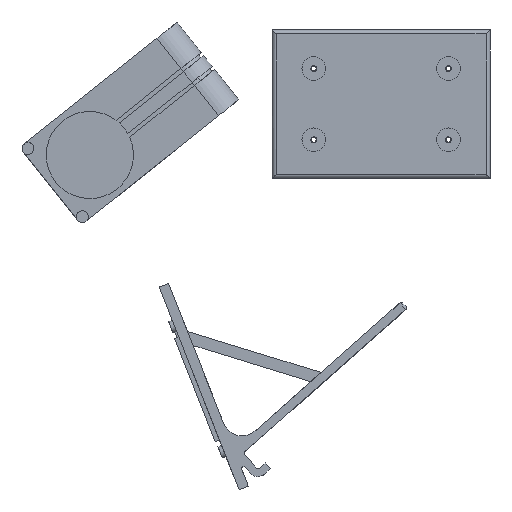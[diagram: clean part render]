
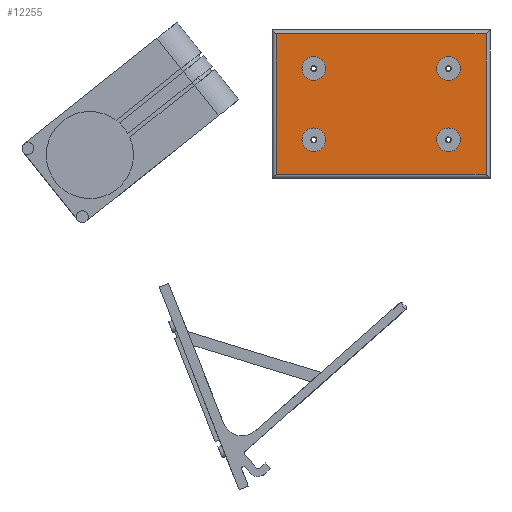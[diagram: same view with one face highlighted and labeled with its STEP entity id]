
A CAD part, front view. The second image highlights one B-rep face of the part: STEP entity #12255.
In plain terms, the highlighted planar face has unit normal (0, -1, 0).
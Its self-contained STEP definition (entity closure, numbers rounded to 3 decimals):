
#371 = VERTEX_POINT ( 'NONE', #12001 ) ;
#478 = VERTEX_POINT ( 'NONE', #22173 ) ;
#619 = ORIENTED_EDGE ( 'NONE', *, *, #8077, .T. ) ;
#1639 = VERTEX_POINT ( 'NONE', #27508 ) ;
#2113 = ORIENTED_EDGE ( 'NONE', *, *, #25589, .F. ) ;
#2498 = AXIS2_PLACEMENT_3D ( 'NONE', #3415, #28994, #5840 ) ;
#2556 = VERTEX_POINT ( 'NONE', #16247 ) ;
#2709 = EDGE_CURVE ( 'NONE', #1639, #14946, #5804, .T. ) ;
#3378 = AXIS2_PLACEMENT_3D ( 'NONE', #14558, #28554, #7682 ) ;
#3415 = CARTESIAN_POINT ( 'NONE',  ( -34., 0., 18. ) ) ;
#3442 = FACE_BOUND ( 'NONE', #26436, .T. ) ;
#3557 = AXIS2_PLACEMENT_3D ( 'NONE', #22922, #24906, #20335 ) ;
#3951 = ORIENTED_EDGE ( 'NONE', *, *, #28908, .F. ) ;
#4065 = EDGE_LOOP ( 'NONE', ( #3951, #24014 ) ) ;
#4403 = DIRECTION ( 'NONE',  ( 0., -1., 0. ) ) ;
#4405 = VECTOR ( 'NONE', #27589, 1000. ) ;
#4532 = CARTESIAN_POINT ( 'NONE',  ( 34., 0., 24. ) ) ;
#5572 = CIRCLE ( 'NONE', #15321, 6. ) ;
#5723 = FACE_BOUND ( 'NONE', #29702, .T. ) ;
#5804 = CIRCLE ( 'NONE', #3378, 6. ) ;
#5840 = DIRECTION ( 'NONE',  ( 0., 0., -1. ) ) ;
#6060 = VERTEX_POINT ( 'NONE', #16335 ) ;
#6541 = EDGE_CURVE ( 'NONE', #14946, #1639, #16600, .T. ) ;
#6556 = CARTESIAN_POINT ( 'NONE',  ( 53., 0., 0. ) ) ;
#6762 = CARTESIAN_POINT ( 'NONE',  ( -34., 0., 24. ) ) ;
#7640 = EDGE_LOOP ( 'NONE', ( #619, #27779, #19973, #19098 ) ) ;
#7682 = DIRECTION ( 'NONE',  ( 0., 0., -1. ) ) ;
#7828 = AXIS2_PLACEMENT_3D ( 'NONE', #13411, #15245, #12956 ) ;
#7997 = FACE_OUTER_BOUND ( 'NONE', #7640, .T. ) ;
#8008 = ORIENTED_EDGE ( 'NONE', *, *, #22349, .F. ) ;
#8077 = EDGE_CURVE ( 'NONE', #371, #11333, #18011, .T. ) ;
#8942 = CARTESIAN_POINT ( 'NONE',  ( -34., 0., -18. ) ) ;
#9705 = DIRECTION ( 'NONE',  ( 0., 0., -1. ) ) ;
#9883 = CIRCLE ( 'NONE', #15244, 6. ) ;
#10160 = CARTESIAN_POINT ( 'NONE',  ( 34., 0., -12. ) ) ;
#10508 = AXIS2_PLACEMENT_3D ( 'NONE', #12497, #4403, #24971 ) ;
#11289 = ORIENTED_EDGE ( 'NONE', *, *, #6541, .F. ) ;
#11333 = VERTEX_POINT ( 'NONE', #23640 ) ;
#12001 = CARTESIAN_POINT ( 'NONE',  ( 53., 0., 35.5 ) ) ;
#12002 = CARTESIAN_POINT ( 'NONE',  ( 34., 0., -24. ) ) ;
#12149 = LINE ( 'NONE', #27982, #18096 ) ;
#12255 = ADVANCED_FACE ( 'NONE', ( #7997, #3442, #17310, #5723, #15022 ), #26723, .F. ) ;
#12497 = CARTESIAN_POINT ( 'NONE',  ( 34., 0., -18. ) ) ;
#12956 = DIRECTION ( 'NONE',  ( 0., 0., -1. ) ) ;
#13411 = CARTESIAN_POINT ( 'NONE',  ( 34., 0., -18. ) ) ;
#13578 = CARTESIAN_POINT ( 'NONE',  ( 0., 0., 35.5 ) ) ;
#14286 = VERTEX_POINT ( 'NONE', #10160 ) ;
#14558 = CARTESIAN_POINT ( 'NONE',  ( -34., 0., 18. ) ) ;
#14946 = VERTEX_POINT ( 'NONE', #6762 ) ;
#15022 = FACE_BOUND ( 'NONE', #4065, .T. ) ;
#15244 = AXIS2_PLACEMENT_3D ( 'NONE', #8942, #23102, #20666 ) ;
#15245 = DIRECTION ( 'NONE',  ( 0., -1., 0. ) ) ;
#15321 = AXIS2_PLACEMENT_3D ( 'NONE', #28860, #26580, #19876 ) ;
#15798 = VERTEX_POINT ( 'NONE', #21509 ) ;
#16247 = CARTESIAN_POINT ( 'NONE',  ( -53., 0., -35.5 ) ) ;
#16335 = CARTESIAN_POINT ( 'NONE',  ( 34., 0., 12. ) ) ;
#16496 = DIRECTION ( 'NONE',  ( 0., -1., 0. ) ) ;
#16600 = CIRCLE ( 'NONE', #2498, 6. ) ;
#16681 = AXIS2_PLACEMENT_3D ( 'NONE', #28065, #16496, #28205 ) ;
#16792 = EDGE_LOOP ( 'NONE', ( #27822, #8008 ) ) ;
#17083 = AXIS2_PLACEMENT_3D ( 'NONE', #18107, #22519, #24955 ) ;
#17085 = CIRCLE ( 'NONE', #7828, 6. ) ;
#17310 = FACE_BOUND ( 'NONE', #16792, .T. ) ;
#17446 = EDGE_CURVE ( 'NONE', #23585, #6060, #5572, .T. ) ;
#17505 = LINE ( 'NONE', #26784, #20203 ) ;
#17847 = LINE ( 'NONE', #6556, #29916 ) ;
#18011 = LINE ( 'NONE', #13578, #4405 ) ;
#18096 = VECTOR ( 'NONE', #9705, 1000. ) ;
#18099 = EDGE_CURVE ( 'NONE', #478, #371, #17847, .T. ) ;
#18107 = CARTESIAN_POINT ( 'NONE',  ( 34., 0., 18. ) ) ;
#19034 = CIRCLE ( 'NONE', #17083, 6. ) ;
#19068 = EDGE_CURVE ( 'NONE', #2556, #478, #17505, .T. ) ;
#19098 = ORIENTED_EDGE ( 'NONE', *, *, #18099, .T. ) ;
#19519 = CARTESIAN_POINT ( 'NONE',  ( -34., 0., -12. ) ) ;
#19876 = DIRECTION ( 'NONE',  ( 0., 0., -1. ) ) ;
#19973 = ORIENTED_EDGE ( 'NONE', *, *, #19068, .T. ) ;
#20066 = EDGE_CURVE ( 'NONE', #25628, #14286, #23647, .T. ) ;
#20203 = VECTOR ( 'NONE', #28769, 1000. ) ;
#20335 = DIRECTION ( 'NONE',  ( 0., 0., 1. ) ) ;
#20666 = DIRECTION ( 'NONE',  ( 0., 0., -1. ) ) ;
#21509 = CARTESIAN_POINT ( 'NONE',  ( -34., 0., -24. ) ) ;
#22007 = CIRCLE ( 'NONE', #16681, 6. ) ;
#22173 = CARTESIAN_POINT ( 'NONE',  ( 53., 0., -35.5 ) ) ;
#22349 = EDGE_CURVE ( 'NONE', #14286, #25628, #17085, .T. ) ;
#22519 = DIRECTION ( 'NONE',  ( 0., -1., 0. ) ) ;
#22922 = CARTESIAN_POINT ( 'NONE',  ( 0., 0., 0. ) ) ;
#23053 = ORIENTED_EDGE ( 'NONE', *, *, #17446, .F. ) ;
#23102 = DIRECTION ( 'NONE',  ( 0., -1., 0. ) ) ;
#23585 = VERTEX_POINT ( 'NONE', #4532 ) ;
#23640 = CARTESIAN_POINT ( 'NONE',  ( -53., 0., 35.5 ) ) ;
#23647 = CIRCLE ( 'NONE', #10508, 6. ) ;
#24014 = ORIENTED_EDGE ( 'NONE', *, *, #28004, .F. ) ;
#24906 = DIRECTION ( 'NONE',  ( 0., 1., 0. ) ) ;
#24955 = DIRECTION ( 'NONE',  ( 0., 0., -1. ) ) ;
#24971 = DIRECTION ( 'NONE',  ( 0., 0., -1. ) ) ;
#25589 = EDGE_CURVE ( 'NONE', #6060, #23585, #19034, .T. ) ;
#25628 = VERTEX_POINT ( 'NONE', #12002 ) ;
#26436 = EDGE_LOOP ( 'NONE', ( #28917, #11289 ) ) ;
#26530 = EDGE_CURVE ( 'NONE', #11333, #2556, #12149, .T. ) ;
#26580 = DIRECTION ( 'NONE',  ( 0., -1., 0. ) ) ;
#26723 = PLANE ( 'NONE',  #3557 ) ;
#26784 = CARTESIAN_POINT ( 'NONE',  ( 0., 0., -35.5 ) ) ;
#27508 = CARTESIAN_POINT ( 'NONE',  ( -34., 0., 12. ) ) ;
#27589 = DIRECTION ( 'NONE',  ( -1., 0., 0. ) ) ;
#27779 = ORIENTED_EDGE ( 'NONE', *, *, #26530, .T. ) ;
#27822 = ORIENTED_EDGE ( 'NONE', *, *, #20066, .F. ) ;
#27982 = CARTESIAN_POINT ( 'NONE',  ( -53., 0., 0. ) ) ;
#28004 = EDGE_CURVE ( 'NONE', #29996, #15798, #22007, .T. ) ;
#28065 = CARTESIAN_POINT ( 'NONE',  ( -34., 0., -18. ) ) ;
#28205 = DIRECTION ( 'NONE',  ( 0., 0., -1. ) ) ;
#28554 = DIRECTION ( 'NONE',  ( 0., -1., 0. ) ) ;
#28769 = DIRECTION ( 'NONE',  ( 1., 0., 0. ) ) ;
#28860 = CARTESIAN_POINT ( 'NONE',  ( 34., 0., 18. ) ) ;
#28908 = EDGE_CURVE ( 'NONE', #15798, #29996, #9883, .T. ) ;
#28917 = ORIENTED_EDGE ( 'NONE', *, *, #2709, .F. ) ;
#28994 = DIRECTION ( 'NONE',  ( 0., -1., 0. ) ) ;
#29235 = DIRECTION ( 'NONE',  ( 0., 0., 1. ) ) ;
#29702 = EDGE_LOOP ( 'NONE', ( #2113, #23053 ) ) ;
#29916 = VECTOR ( 'NONE', #29235, 1000. ) ;
#29996 = VERTEX_POINT ( 'NONE', #19519 ) ;
